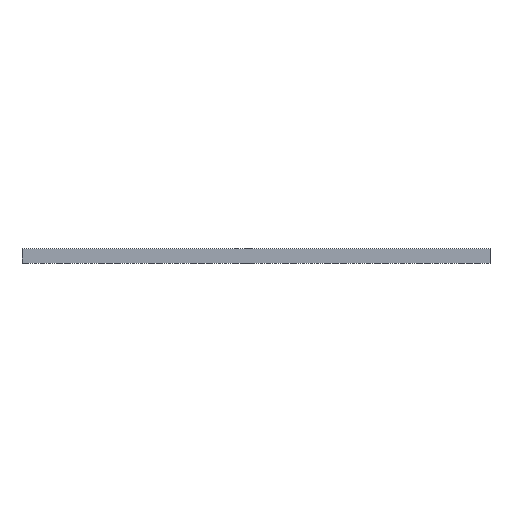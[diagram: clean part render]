
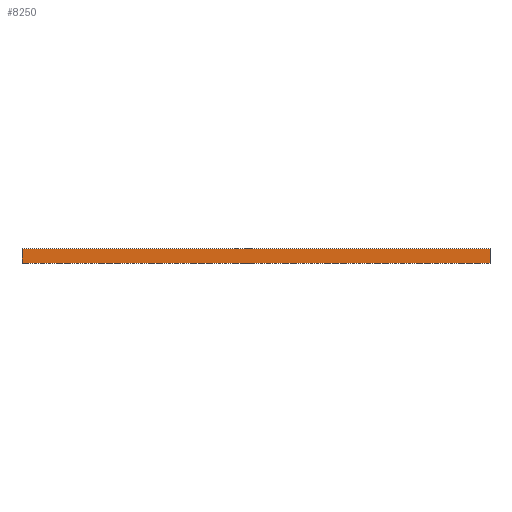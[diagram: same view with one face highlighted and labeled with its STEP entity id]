
A CAD part, top view. The second image highlights one B-rep face of the part: STEP entity #8250.
In plain terms, the highlighted planar face has unit normal (0, 0, 1).
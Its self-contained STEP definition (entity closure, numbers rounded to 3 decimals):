
#98 = CARTESIAN_POINT ( 'NONE',  ( 2963., 94.15, -24.2 ) ) ;
#273 = DIRECTION ( 'NONE',  ( 0., 1., 0. ) ) ;
#303 = VERTEX_POINT ( 'NONE', #6808 ) ;
#314 = CARTESIAN_POINT ( 'NONE',  ( 2963., 0., -24.2 ) ) ;
#319 = EDGE_CURVE ( 'NONE', #3488, #303, #6570, .T. ) ;
#458 = EDGE_CURVE ( 'NONE', #4320, #3488, #7388, .T. ) ;
#1106 = AXIS2_PLACEMENT_3D ( 'NONE', #314, #4958, #6953 ) ;
#1601 = VECTOR ( 'NONE', #7476, 1000. ) ;
#1785 = FACE_OUTER_BOUND ( 'NONE', #4644, .T. ) ;
#2308 = CARTESIAN_POINT ( 'NONE',  ( 2963., 1.8, -24.2 ) ) ;
#2832 = CARTESIAN_POINT ( 'NONE',  ( 0., 1.8, -24.2 ) ) ;
#3488 = VERTEX_POINT ( 'NONE', #2832 ) ;
#3526 = EDGE_CURVE ( 'NONE', #4320, #7995, #4074, .T. ) ;
#3639 = PLANE ( 'NONE',  #1106 ) ;
#3835 = EDGE_CURVE ( 'NONE', #7995, #303, #6668, .T. ) ;
#4074 = LINE ( 'NONE', #6839, #7948 ) ;
#4320 = VERTEX_POINT ( 'NONE', #7814 ) ;
#4644 = EDGE_LOOP ( 'NONE', ( #5700, #6853, #6897, #5989 ) ) ;
#4876 = DIRECTION ( 'NONE',  ( 0., 1., 0. ) ) ;
#4958 = DIRECTION ( 'NONE',  ( 0., 0., 1. ) ) ;
#5480 = CARTESIAN_POINT ( 'NONE',  ( 0., 0., -24.2 ) ) ;
#5700 = ORIENTED_EDGE ( 'NONE', *, *, #3835, .T. ) ;
#5989 = ORIENTED_EDGE ( 'NONE', *, *, #3526, .T. ) ;
#6141 = VECTOR ( 'NONE', #4876, 1000. ) ;
#6570 = LINE ( 'NONE', #5480, #6141 ) ;
#6668 = LINE ( 'NONE', #98, #1601 ) ;
#6808 = CARTESIAN_POINT ( 'NONE',  ( 0., 94.15, -24.2 ) ) ;
#6839 = CARTESIAN_POINT ( 'NONE',  ( 2963., 0., -24.2 ) ) ;
#6853 = ORIENTED_EDGE ( 'NONE', *, *, #319, .F. ) ;
#6897 = ORIENTED_EDGE ( 'NONE', *, *, #458, .F. ) ;
#6900 = DIRECTION ( 'NONE',  ( -1., 0., 0. ) ) ;
#6953 = DIRECTION ( 'NONE',  ( 1., 0., 0. ) ) ;
#7388 = LINE ( 'NONE', #2308, #7821 ) ;
#7476 = DIRECTION ( 'NONE',  ( -1., 0., 0. ) ) ;
#7814 = CARTESIAN_POINT ( 'NONE',  ( 2963., 1.8, -24.2 ) ) ;
#7821 = VECTOR ( 'NONE', #6900, 1000. ) ;
#7824 = CARTESIAN_POINT ( 'NONE',  ( 2963., 94.15, -24.2 ) ) ;
#7948 = VECTOR ( 'NONE', #273, 1000. ) ;
#7995 = VERTEX_POINT ( 'NONE', #7824 ) ;
#8250 = ADVANCED_FACE ( 'NONE', ( #1785 ), #3639, .T. ) ;
